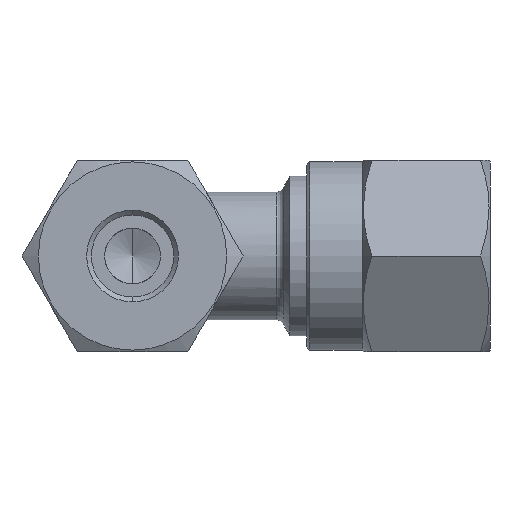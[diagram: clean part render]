
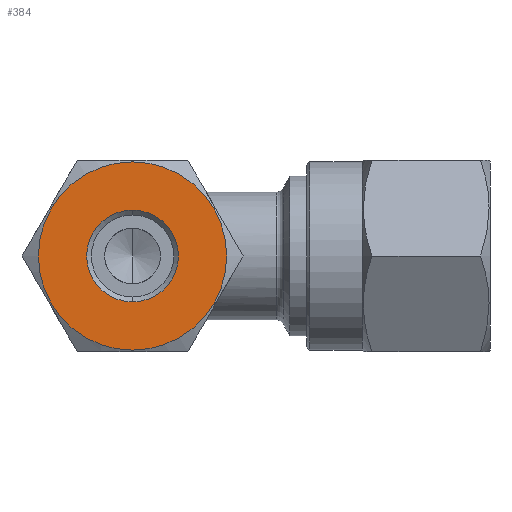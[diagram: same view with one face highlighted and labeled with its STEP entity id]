
A CAD part, front view. The second image highlights one B-rep face of the part: STEP entity #384.
In plain terms, the highlighted planar face has unit normal (0, -1, 0).
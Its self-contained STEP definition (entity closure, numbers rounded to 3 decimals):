
#89 = CARTESIAN_POINT ( 'NONE',  ( 0., -22.403, -5.9 ) ) ;
#90 = CARTESIAN_POINT ( 'NONE',  ( 0., -22.403, 5.9 ) ) ;
#91 = CARTESIAN_POINT ( 'NONE',  ( 0., -22.403, 2.875 ) ) ;
#92 = CARTESIAN_POINT ( 'NONE',  ( 0., -22.403, -2.875 ) ) ;
#279 = CARTESIAN_POINT ( 'NONE',  ( 0., -22.403, 0. ) ) ;
#280 = DIRECTION ( 'NONE',  ( 0., 1., 0. ) ) ;
#281 = DIRECTION ( 'NONE',  ( 0., 0., -1. ) ) ;
#286 = CARTESIAN_POINT ( 'NONE',  ( 0., -22.403, 0. ) ) ;
#287 = DIRECTION ( 'NONE',  ( 0., -1., 0. ) ) ;
#289 = DIRECTION ( 'NONE',  ( 0., 0., 1. ) ) ;
#384 = ADVANCED_FACE ( 'NONE', ( #3196, #3197 ), #3500, .F. ) ;
#524 = AXIS2_PLACEMENT_3D ( 'NONE', #3501, #3502, #3503 ) ;
#882 = AXIS2_PLACEMENT_3D ( 'NONE', #2381, #2382, #2383 ) ;
#884 = AXIS2_PLACEMENT_3D ( 'NONE', #2378, #2379, #2380 ) ;
#889 = CIRCLE ( 'NONE', #882, 5.9 ) ;
#895 = CIRCLE ( 'NONE', #884, 2.875 ) ;
#926 = AXIS2_PLACEMENT_3D ( 'NONE', #286, #287, #289 ) ;
#928 = CIRCLE ( 'NONE', #926, 5.9 ) ;
#931 = AXIS2_PLACEMENT_3D ( 'NONE', #279, #280, #281 ) ;
#945 = CIRCLE ( 'NONE', #931, 2.875 ) ;
#1122 = ORIENTED_EDGE ( 'NONE', *, *, #2718, .T. ) ;
#1123 = ORIENTED_EDGE ( 'NONE', *, *, #2763, .T. ) ;
#1124 = ORIENTED_EDGE ( 'NONE', *, *, #2764, .T. ) ;
#1126 = ORIENTED_EDGE ( 'NONE', *, *, #2721, .T. ) ;
#1458 = EDGE_LOOP ( 'NONE', ( #1122, #1123 ) ) ;
#1461 = EDGE_LOOP ( 'NONE', ( #1124, #1126 ) ) ;
#2378 = CARTESIAN_POINT ( 'NONE',  ( 0., -22.403, 0. ) ) ;
#2379 = DIRECTION ( 'NONE',  ( 0., 1., 0. ) ) ;
#2380 = DIRECTION ( 'NONE',  ( 0., 0., -1. ) ) ;
#2381 = CARTESIAN_POINT ( 'NONE',  ( 0., -22.403, 0. ) ) ;
#2382 = DIRECTION ( 'NONE',  ( 0., -1., 0. ) ) ;
#2383 = DIRECTION ( 'NONE',  ( 0., 0., 1. ) ) ;
#2577 = VERTEX_POINT ( 'NONE', #89 ) ;
#2578 = VERTEX_POINT ( 'NONE', #90 ) ;
#2579 = VERTEX_POINT ( 'NONE', #91 ) ;
#2580 = VERTEX_POINT ( 'NONE', #92 ) ;
#2718 = EDGE_CURVE ( 'NONE', #2579, #2580, #945, .T. ) ;
#2721 = EDGE_CURVE ( 'NONE', #2578, #2577, #928, .T. ) ;
#2763 = EDGE_CURVE ( 'NONE', #2580, #2579, #895, .T. ) ;
#2764 = EDGE_CURVE ( 'NONE', #2577, #2578, #889, .T. ) ;
#3196 = FACE_BOUND ( 'NONE', #1458, .T. ) ;
#3197 = FACE_OUTER_BOUND ( 'NONE', #1461, .T. ) ;
#3500 = PLANE ( 'NONE',  #524 ) ;
#3501 = CARTESIAN_POINT ( 'NONE',  ( -5.9, -22.403, 0. ) ) ;
#3502 = DIRECTION ( 'NONE',  ( 0., 1., 0. ) ) ;
#3503 = DIRECTION ( 'NONE',  ( 0., 0., -1. ) ) ;
